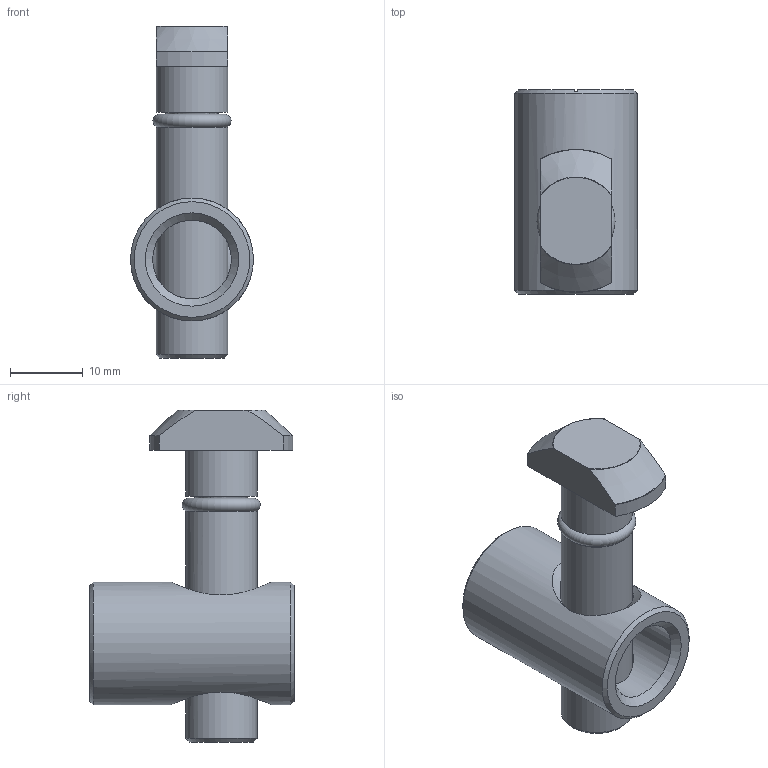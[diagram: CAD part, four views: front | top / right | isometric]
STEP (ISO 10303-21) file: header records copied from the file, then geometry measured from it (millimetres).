
FILE_DESCRIPTION(('STEP AP203'),'1');
FILE_NAME('FIXE10B1257.stp','2023-10-17T15:08:25',(' '),(' '),'Spatial InterOp 3D',' ',' ');
FILE_SCHEMA(('CONFIG_CONTROL_DESIGN'));
Length unit declared in the file: millimetre
Products named in the file (5): Fixation centrale 10 45 0°; Vis; Joint; Écrou; Douille
Assembly tree (4 placements, depth 2):
  Fixation centrale 10 45 0°
    Vis
    Joint
    Écrou
    Douille
Bounding box: 16.85 x 28 x 45.5 mm (x, y, z)
Volume: 8037.2 mm3; surface area: 5226.4 mm2
Topology: 4 solids, 4 shells, 62 faces, 149 edges, 96 vertices
Faces by surface type: plane 32, cone 12, cylinder 10, torus 7, sphere 1
Full cylindrical faces by diameter (mm): 7.2 x1, 9.8 x2, 10.05 x2, 10.79 x1, 12 x1, 16.85 x1
Entity records: 2900 total; most frequent: CARTESIAN_POINT 822, DIRECTION 264, ORIENTED_EDGE 232, EDGE_CURVE 116, AXIS2_PLACEMENT_3D 104, PROPERTY_DEFINITION_REPRESENTATION 92, GENERAL_PROPERTY_ASSOCIATION 92, PROPERTY_DEFINITION 92
